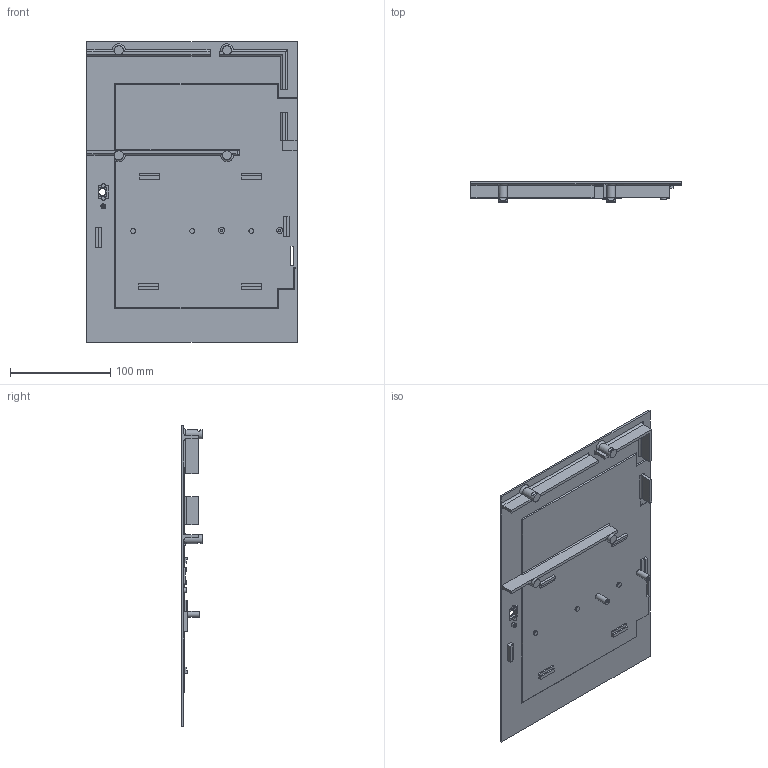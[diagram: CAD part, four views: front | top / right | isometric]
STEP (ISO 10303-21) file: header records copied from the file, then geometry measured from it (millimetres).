
FILE_DESCRIPTION(/* description */ (''),/* implementation_level */ '2;1');
FILE_NAME(/* name */ 'display_einsatz_v2.stp',/* time_stamp */ '2023-11-07T00:49:27+01:00',/* author */ ('FK'),/* organization */ (''),/* preprocessor_version */ 'ST-DEVELOPER v17',/* originating_system */ 'Autodesk Inventor 2019',/* authorisation */ '');
FILE_SCHEMA (('AUTOMOTIVE_DESIGN { 1 0 10303 214 3 1 1 }'));
Length unit declared in the file: millimetre
Products named in the file (1): display_einsatz
Bounding box: 210 x 20 x 300 mm (x, y, z)
Volume: 139146.2 mm3; surface area: 143148.5 mm2
Topology: 1 solids, 1 shells, 178 faces, 446 edges, 293 vertices
Faces by surface type: plane 126, cylinder 47, torus 4, bspline 1
Full cylindrical faces by diameter (mm): 1.5 x1, 2.5 x2, 3.1 x1, 4 x2, 5 x4, 6 x2, 7.22 x1, 9 x4
Entity records: 5773 total; most frequent: CARTESIAN_POINT 1414, ORIENTED_EDGE 892, DIRECTION 865, EDGE_CURVE 446, LINE 343, VECTOR 343, VERTEX_POINT 293, AXIS2_PLACEMENT_3D 261
